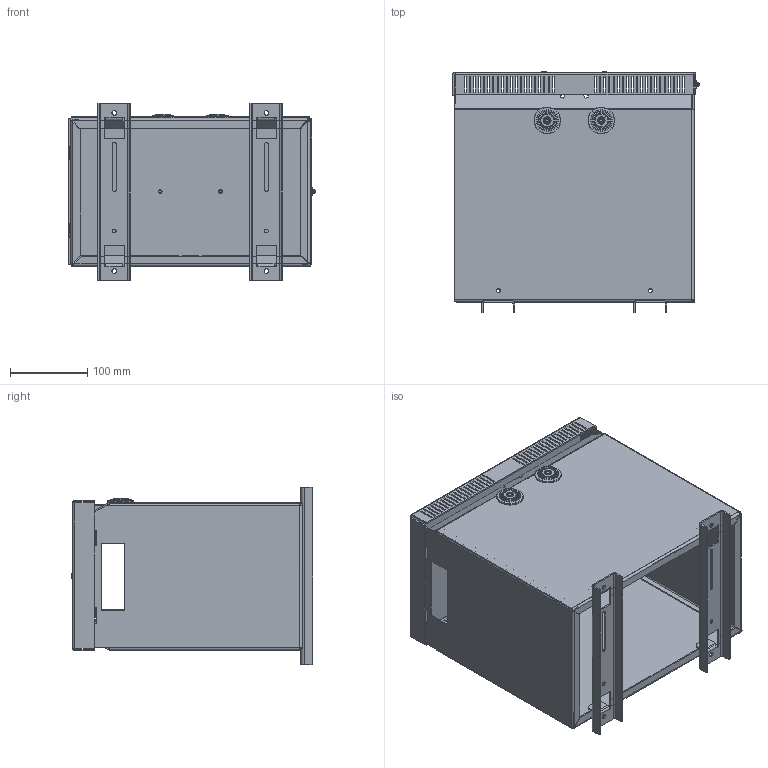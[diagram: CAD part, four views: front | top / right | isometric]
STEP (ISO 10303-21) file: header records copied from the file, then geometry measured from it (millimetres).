
FILE_DESCRIPTION(/* description */ (''),/* implementation_level */ '2;1');
FILE_NAME(/* name */ 'CAJ08C23.stp',/* time_stamp */ '2023-12-18T12:14:49+01:00',/* author */ ('ops'),/* organization */ (''),/* preprocessor_version */ 'ST-DEVELOPER v16.13',/* originating_system */ 'Autodesk Inventor 2018',/* authorisation */ '');
FILE_SCHEMA (('AUTOMOTIVE_DESIGN { 1 0 10303 214 3 1 1 }'));
Length unit declared in the file: millimetre
Products named in the file (1): CAJ08C23
Bounding box: 319.24 x 312.3 x 230 mm (x, y, z)
Volume: 662264.5 mm3; surface area: 837002.8 mm2
Topology: 12 solids, 12 shells, 876 faces, 2244 edges, 1417 vertices
Faces by surface type: plane 662, cylinder 128, cone 48, torus 31, bspline 6, sphere 1
Full cylindrical faces by diameter (mm): 2.693 x1, 3 x3, 3.2 x2, 3.5 x3, 4 x2, 5 x10, 6 x4, 10 x1, 18.1 x2, 19.3 x2, 21.8 x2, 23 x4, 25 x4, 26.6 x2, 27.8 x2, 28.9 x2, 33 x2, 34.5 x2
Entity records: 26883 total; most frequent: CARTESIAN_POINT 4659, ORIENTED_EDGE 4228, DIRECTION 4190, EDGE_CURVE 2114, LINE 1720, VECTOR 1720, VERTEX_POINT 1404, EDGE_LOOP 1250
